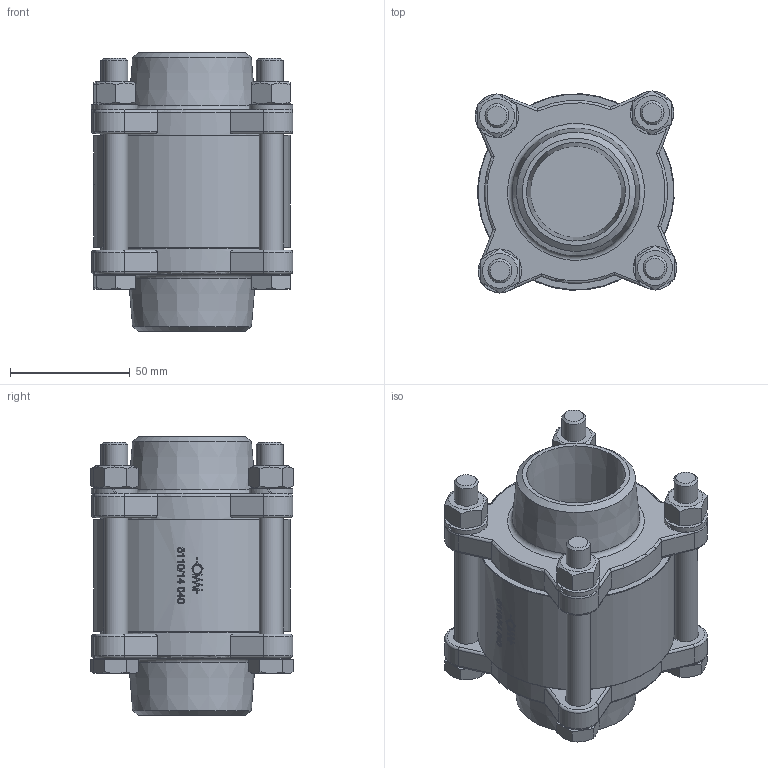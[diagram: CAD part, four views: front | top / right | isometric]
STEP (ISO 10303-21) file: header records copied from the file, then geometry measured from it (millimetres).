
FILE_DESCRIPTION((''),'2;1');
FILE_NAME('5114_040.stp','2013-02-05T10:31:31',('RL'),(''),'Autodesk Inventor 2012','Autodesk Inventor 2012','');
FILE_SCHEMA(('AUTOMOTIVE_DESIGN { 1 0 10303 214 1 1 1 1 }'));
Length unit declared in the file: millimetre
Products named in the file (1): 5114_040_Konturvereinfachung_1
Bounding box: 84.1 x 84.48 x 116.12 mm (x, y, z)
Volume: 284317.2 mm3; surface area: 90064.8 mm2
Topology: 1 solids, 3 shells, 539 faces, 1357 edges, 858 vertices
Faces by surface type: plane 199, cylinder 119, bspline 118, cone 56, torus 47
Full cylindrical faces by diameter (mm): 8 x2, 10 x9, 10.8 x8, 14.63 x4, 15 x1, 45 x1, 49 x1, 53 x1, 55 x1, 64 x1, 66 x1, 69 x1, 70 x2, 74 x2, 76.4 x2
Entity records: 34465 total; most frequent: CARTESIAN_POINT 22782, ORIENTED_EDGE 2482, DIRECTION 1912, EDGE_CURVE 1241, VERTEX_POINT 820, AXIS2_PLACEMENT_3D 759, EDGE_LOOP 693, FACE_OUTER_BOUND 539
